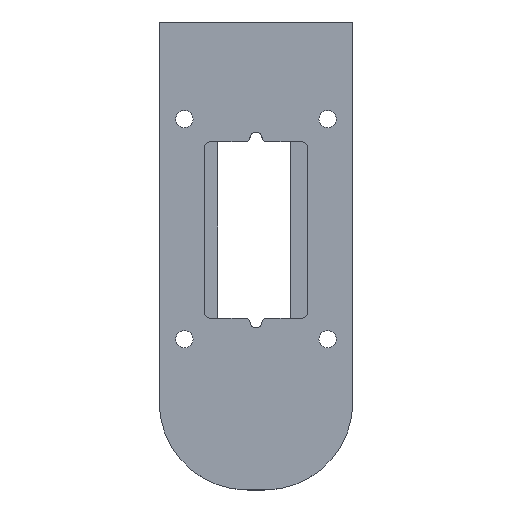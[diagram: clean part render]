
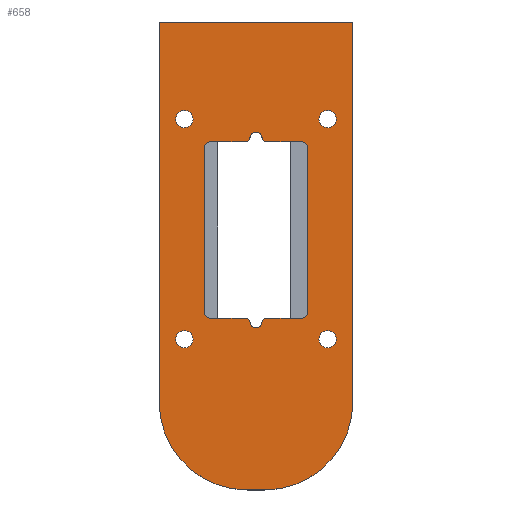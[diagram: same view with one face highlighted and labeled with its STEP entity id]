
A CAD part, top view. The second image highlights one B-rep face of the part: STEP entity #658.
In plain terms, the highlighted planar face has unit normal (0, 0, 1).
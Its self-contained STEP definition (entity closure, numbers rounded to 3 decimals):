
#15=FACE_BOUND('',#83,.T.);
#16=FACE_BOUND('',#84,.T.);
#17=FACE_BOUND('',#85,.T.);
#18=FACE_BOUND('',#86,.T.);
#19=FACE_BOUND('',#87,.T.);
#31=PLANE('',#710);
#50=FACE_OUTER_BOUND('',#82,.T.);
#82=EDGE_LOOP('',(#483,#484,#485,#486,#487,#488));
#83=EDGE_LOOP('',(#489,#490));
#84=EDGE_LOOP('',(#491,#492));
#85=EDGE_LOOP('',(#493,#494));
#86=EDGE_LOOP('',(#495,#496));
#87=EDGE_LOOP('',(#497,#498,#499,#500,#501,#502,#503,#504,#505,#506,#507,
#508,#509,#510,#511,#512));
#121=LINE('',#990,#179);
#124=LINE('',#1002,#182);
#132=LINE('',#1022,#190);
#140=LINE('',#1037,#198);
#146=LINE('',#1050,#204);
#147=LINE('',#1054,#205);
#148=LINE('',#1058,#206);
#149=LINE('',#1062,#207);
#150=LINE('',#1063,#208);
#151=LINE('',#1085,#209);
#179=VECTOR('',#783,10.);
#182=VECTOR('',#794,10.);
#190=VECTOR('',#812,10.);
#198=VECTOR('',#822,10.);
#204=VECTOR('',#830,10.);
#205=VECTOR('',#833,10.);
#206=VECTOR('',#836,10.);
#207=VECTOR('',#839,10.);
#208=VECTOR('',#840,10.);
#209=VECTOR('',#863,10.);
#232=CIRCLE('',#697,2.);
#234=CIRCLE('',#701,2.);
#236=CIRCLE('',#705,2.);
#237=CIRCLE('',#711,25.4);
#238=CIRCLE('',#712,25.4);
#239=CIRCLE('',#713,2.5);
#240=CIRCLE('',#714,2.5);
#241=CIRCLE('',#715,2.5);
#242=CIRCLE('',#716,2.5);
#243=CIRCLE('',#717,2.5);
#244=CIRCLE('',#718,2.5);
#245=CIRCLE('',#719,2.5);
#246=CIRCLE('',#720,2.5);
#247=CIRCLE('',#721,1.5);
#248=CIRCLE('',#722,1.7);
#249=CIRCLE('',#723,1.5);
#250=CIRCLE('',#724,1.5);
#251=CIRCLE('',#725,1.7);
#252=CIRCLE('',#726,1.5);
#253=CIRCLE('',#727,2.);
#273=VERTEX_POINT('',#976);
#274=VERTEX_POINT('',#978);
#278=VERTEX_POINT('',#988);
#281=VERTEX_POINT('',#995);
#282=VERTEX_POINT('',#997);
#283=VERTEX_POINT('',#1001);
#287=VERTEX_POINT('',#1010);
#288=VERTEX_POINT('',#1012);
#290=VERTEX_POINT('',#1021);
#296=VERTEX_POINT('',#1035);
#298=VERTEX_POINT('',#1040);
#302=VERTEX_POINT('',#1048);
#303=VERTEX_POINT('',#1052);
#304=VERTEX_POINT('',#1053);
#305=VERTEX_POINT('',#1055);
#306=VERTEX_POINT('',#1057);
#307=VERTEX_POINT('',#1059);
#308=VERTEX_POINT('',#1061);
#309=VERTEX_POINT('',#1064);
#310=VERTEX_POINT('',#1065);
#311=VERTEX_POINT('',#1068);
#312=VERTEX_POINT('',#1069);
#313=VERTEX_POINT('',#1072);
#314=VERTEX_POINT('',#1073);
#315=VERTEX_POINT('',#1076);
#316=VERTEX_POINT('',#1077);
#317=VERTEX_POINT('',#1080);
#318=VERTEX_POINT('',#1082);
#319=VERTEX_POINT('',#1086);
#320=VERTEX_POINT('',#1088);
#341=EDGE_CURVE('',#273,#274,#232,.T.);
#347=EDGE_CURVE('',#273,#278,#121,.T.);
#350=EDGE_CURVE('',#281,#282,#234,.T.);
#352=EDGE_CURVE('',#283,#282,#124,.T.);
#357=EDGE_CURVE('',#287,#288,#236,.T.);
#362=EDGE_CURVE('',#290,#288,#132,.T.);
#370=EDGE_CURVE('',#281,#296,#140,.T.);
#376=EDGE_CURVE('',#298,#302,#146,.T.);
#377=EDGE_CURVE('',#303,#304,#147,.T.);
#378=EDGE_CURVE('',#305,#304,#237,.T.);
#379=EDGE_CURVE('',#305,#306,#148,.F.);
#380=EDGE_CURVE('',#307,#306,#238,.T.);
#381=EDGE_CURVE('',#307,#308,#149,.T.);
#382=EDGE_CURVE('',#308,#303,#150,.F.);
#383=EDGE_CURVE('',#309,#310,#239,.T.);
#384=EDGE_CURVE('',#310,#309,#240,.T.);
#385=EDGE_CURVE('',#311,#312,#241,.T.);
#386=EDGE_CURVE('',#312,#311,#242,.T.);
#387=EDGE_CURVE('',#313,#314,#243,.T.);
#388=EDGE_CURVE('',#314,#313,#244,.T.);
#389=EDGE_CURVE('',#315,#316,#245,.T.);
#390=EDGE_CURVE('',#316,#315,#246,.T.);
#391=EDGE_CURVE('',#296,#317,#247,.T.);
#392=EDGE_CURVE('',#317,#318,#248,.T.);
#393=EDGE_CURVE('',#318,#290,#249,.T.);
#394=EDGE_CURVE('',#287,#274,#151,.T.);
#395=EDGE_CURVE('',#278,#319,#250,.T.);
#396=EDGE_CURVE('',#319,#320,#251,.T.);
#397=EDGE_CURVE('',#320,#298,#252,.T.);
#398=EDGE_CURVE('',#283,#302,#253,.T.);
#483=ORIENTED_EDGE('',*,*,#377,.T.);
#484=ORIENTED_EDGE('',*,*,#378,.F.);
#485=ORIENTED_EDGE('',*,*,#379,.T.);
#486=ORIENTED_EDGE('',*,*,#380,.F.);
#487=ORIENTED_EDGE('',*,*,#381,.T.);
#488=ORIENTED_EDGE('',*,*,#382,.T.);
#489=ORIENTED_EDGE('',*,*,#383,.T.);
#490=ORIENTED_EDGE('',*,*,#384,.T.);
#491=ORIENTED_EDGE('',*,*,#385,.T.);
#492=ORIENTED_EDGE('',*,*,#386,.T.);
#493=ORIENTED_EDGE('',*,*,#387,.T.);
#494=ORIENTED_EDGE('',*,*,#388,.T.);
#495=ORIENTED_EDGE('',*,*,#389,.T.);
#496=ORIENTED_EDGE('',*,*,#390,.T.);
#497=ORIENTED_EDGE('',*,*,#391,.T.);
#498=ORIENTED_EDGE('',*,*,#392,.T.);
#499=ORIENTED_EDGE('',*,*,#393,.T.);
#500=ORIENTED_EDGE('',*,*,#362,.T.);
#501=ORIENTED_EDGE('',*,*,#357,.F.);
#502=ORIENTED_EDGE('',*,*,#394,.T.);
#503=ORIENTED_EDGE('',*,*,#341,.F.);
#504=ORIENTED_EDGE('',*,*,#347,.T.);
#505=ORIENTED_EDGE('',*,*,#395,.T.);
#506=ORIENTED_EDGE('',*,*,#396,.T.);
#507=ORIENTED_EDGE('',*,*,#397,.T.);
#508=ORIENTED_EDGE('',*,*,#376,.T.);
#509=ORIENTED_EDGE('',*,*,#398,.F.);
#510=ORIENTED_EDGE('',*,*,#352,.T.);
#511=ORIENTED_EDGE('',*,*,#350,.F.);
#512=ORIENTED_EDGE('',*,*,#370,.T.);
#658=ADVANCED_FACE('',(#50,#15,#16,#17,#18,#19),#31,.T.);
#697=AXIS2_PLACEMENT_3D('',#979,#774,#775);
#701=AXIS2_PLACEMENT_3D('',#998,#789,#790);
#705=AXIS2_PLACEMENT_3D('',#1013,#802,#803);
#710=AXIS2_PLACEMENT_3D('',#1051,#831,#832);
#711=AXIS2_PLACEMENT_3D('',#1056,#834,#835);
#712=AXIS2_PLACEMENT_3D('',#1060,#837,#838);
#713=AXIS2_PLACEMENT_3D('',#1066,#841,#842);
#714=AXIS2_PLACEMENT_3D('',#1067,#843,#844);
#715=AXIS2_PLACEMENT_3D('',#1070,#845,#846);
#716=AXIS2_PLACEMENT_3D('',#1071,#847,#848);
#717=AXIS2_PLACEMENT_3D('',#1074,#849,#850);
#718=AXIS2_PLACEMENT_3D('',#1075,#851,#852);
#719=AXIS2_PLACEMENT_3D('',#1078,#853,#854);
#720=AXIS2_PLACEMENT_3D('',#1079,#855,#856);
#721=AXIS2_PLACEMENT_3D('',#1081,#857,#858);
#722=AXIS2_PLACEMENT_3D('',#1083,#859,#860);
#723=AXIS2_PLACEMENT_3D('',#1084,#861,#862);
#724=AXIS2_PLACEMENT_3D('',#1087,#864,#865);
#725=AXIS2_PLACEMENT_3D('',#1089,#866,#867);
#726=AXIS2_PLACEMENT_3D('',#1090,#868,#869);
#727=AXIS2_PLACEMENT_3D('',#1091,#870,#871);
#774=DIRECTION('center_axis',(0.,0.,1.));
#775=DIRECTION('ref_axis',(-0.707,0.707,0.));
#783=DIRECTION('',(1.,0.,0.));
#789=DIRECTION('center_axis',(0.,0.,1.));
#790=DIRECTION('ref_axis',(0.707,-0.707,0.));
#794=DIRECTION('',(0.,-1.,0.));
#802=DIRECTION('center_axis',(0.,0.,1.));
#803=DIRECTION('ref_axis',(-0.707,-0.707,0.));
#812=DIRECTION('',(-1.,0.,0.));
#822=DIRECTION('',(-1.,0.,0.));
#830=DIRECTION('',(1.,0.,0.));
#831=DIRECTION('center_axis',(0.,0.,1.));
#832=DIRECTION('ref_axis',(1.,0.,0.));
#833=DIRECTION('',(0.,-1.,0.));
#834=DIRECTION('center_axis',(0.,0.,-1.));
#835=DIRECTION('ref_axis',(-0.707,-0.707,0.));
#836=DIRECTION('',(-1.,0.,0.));
#837=DIRECTION('center_axis',(0.,0.,-1.));
#838=DIRECTION('ref_axis',(0.707,-0.707,0.));
#839=DIRECTION('',(0.,1.,0.));
#840=DIRECTION('',(1.,0.,0.));
#841=DIRECTION('center_axis',(0.,0.,-1.));
#842=DIRECTION('ref_axis',(1.,0.,0.));
#843=DIRECTION('center_axis',(0.,0.,-1.));
#844=DIRECTION('ref_axis',(1.,0.,0.));
#845=DIRECTION('center_axis',(0.,0.,-1.));
#846=DIRECTION('ref_axis',(1.,0.,0.));
#847=DIRECTION('center_axis',(0.,0.,-1.));
#848=DIRECTION('ref_axis',(1.,0.,0.));
#849=DIRECTION('center_axis',(0.,0.,-1.));
#850=DIRECTION('ref_axis',(1.,0.,0.));
#851=DIRECTION('center_axis',(0.,0.,-1.));
#852=DIRECTION('ref_axis',(1.,0.,0.));
#853=DIRECTION('center_axis',(0.,0.,-1.));
#854=DIRECTION('ref_axis',(1.,0.,0.));
#855=DIRECTION('center_axis',(0.,0.,-1.));
#856=DIRECTION('ref_axis',(1.,0.,0.));
#857=DIRECTION('center_axis',(0.,0.,1.));
#858=DIRECTION('ref_axis',(-0.65,0.76,0.));
#859=DIRECTION('center_axis',(0.,0.,-1.));
#860=DIRECTION('ref_axis',(1.,0.,0.));
#861=DIRECTION('center_axis',(0.,0.,1.));
#862=DIRECTION('ref_axis',(0.65,0.76,0.));
#863=DIRECTION('',(0.,1.,0.));
#864=DIRECTION('center_axis',(0.,0.,1.));
#865=DIRECTION('ref_axis',(0.65,-0.76,0.));
#866=DIRECTION('center_axis',(0.,0.,-1.));
#867=DIRECTION('ref_axis',(1.,0.,0.));
#868=DIRECTION('center_axis',(0.,0.,1.));
#869=DIRECTION('ref_axis',(-0.65,-0.76,0.));
#870=DIRECTION('center_axis',(0.,0.,1.));
#871=DIRECTION('ref_axis',(0.707,0.707,0.));
#976=CARTESIAN_POINT('',(37.,-14.5,6.35));
#978=CARTESIAN_POINT('',(35.,-16.5,6.35));
#979=CARTESIAN_POINT('Origin',(37.,-16.5,6.35));
#988=CARTESIAN_POINT('',(46.839,-14.5,6.35));
#990=CARTESIAN_POINT('',(45.,-14.5,6.35));
#995=CARTESIAN_POINT('',(63.,-65.5,6.35));
#997=CARTESIAN_POINT('',(65.,-63.5,6.35));
#998=CARTESIAN_POINT('Origin',(63.,-63.5,6.35));
#1001=CARTESIAN_POINT('',(65.,-16.5,6.35));
#1002=CARTESIAN_POINT('',(65.,-74.5,6.35));
#1010=CARTESIAN_POINT('',(35.,-63.5,6.35));
#1012=CARTESIAN_POINT('',(37.,-65.5,6.35));
#1013=CARTESIAN_POINT('Origin',(37.,-63.5,6.35));
#1021=CARTESIAN_POINT('',(46.839,-65.5,6.35));
#1022=CARTESIAN_POINT('',(55.,-65.5,6.35));
#1035=CARTESIAN_POINT('',(53.161,-65.5,6.35));
#1037=CARTESIAN_POINT('',(55.,-65.5,6.35));
#1040=CARTESIAN_POINT('',(53.161,-14.5,6.35));
#1048=CARTESIAN_POINT('',(63.,-14.5,6.35));
#1050=CARTESIAN_POINT('',(45.,-14.5,6.35));
#1051=CARTESIAN_POINT('Origin',(50.,-137.5,6.35));
#1052=CARTESIAN_POINT('',(22.06,20.,6.35));
#1053=CARTESIAN_POINT('',(22.06,-89.6,6.35));
#1054=CARTESIAN_POINT('',(22.06,0.,6.35));
#1055=CARTESIAN_POINT('',(47.46,-115.,6.35));
#1056=CARTESIAN_POINT('Origin',(47.46,-89.6,6.35));
#1057=CARTESIAN_POINT('',(52.54,-115.,6.35));
#1058=CARTESIAN_POINT('',(36.03,-115.,6.35));
#1059=CARTESIAN_POINT('',(77.94,-89.6,6.35));
#1060=CARTESIAN_POINT('Origin',(52.54,-89.6,6.35));
#1061=CARTESIAN_POINT('',(77.94,20.,6.35));
#1062=CARTESIAN_POINT('',(77.94,0.,6.35));
#1063=CARTESIAN_POINT('',(63.97,20.,6.35));
#1064=CARTESIAN_POINT('',(70.638,-69.,6.35));
#1065=CARTESIAN_POINT('',(68.138,-71.5,6.35));
#1066=CARTESIAN_POINT('Origin',(70.638,-71.5,6.35));
#1067=CARTESIAN_POINT('Origin',(70.638,-71.5,6.35));
#1068=CARTESIAN_POINT('',(31.863,-71.5,6.35));
#1069=CARTESIAN_POINT('',(26.863,-71.5,6.35));
#1070=CARTESIAN_POINT('Origin',(29.363,-71.5,6.35));
#1071=CARTESIAN_POINT('Origin',(29.363,-71.5,6.35));
#1072=CARTESIAN_POINT('',(31.863,-8.,6.35));
#1073=CARTESIAN_POINT('',(26.863,-8.,6.35));
#1074=CARTESIAN_POINT('Origin',(29.363,-8.,6.35));
#1075=CARTESIAN_POINT('Origin',(29.363,-8.,6.35));
#1076=CARTESIAN_POINT('',(70.638,-10.5,6.35));
#1077=CARTESIAN_POINT('',(68.138,-8.,6.35));
#1078=CARTESIAN_POINT('Origin',(70.638,-8.,6.35));
#1079=CARTESIAN_POINT('Origin',(70.638,-8.,6.35));
#1080=CARTESIAN_POINT('',(51.679,-66.766,6.35));
#1081=CARTESIAN_POINT('Origin',(53.161,-67.,6.35));
#1082=CARTESIAN_POINT('',(48.321,-66.766,6.35));
#1083=CARTESIAN_POINT('Origin',(50.,-66.5,6.35));
#1084=CARTESIAN_POINT('Origin',(46.839,-67.,6.35));
#1085=CARTESIAN_POINT('',(35.,-103.,6.35));
#1086=CARTESIAN_POINT('',(48.321,-13.234,6.35));
#1087=CARTESIAN_POINT('Origin',(46.839,-13.,6.35));
#1088=CARTESIAN_POINT('',(51.679,-13.234,6.35));
#1089=CARTESIAN_POINT('Origin',(50.,-13.5,6.35));
#1090=CARTESIAN_POINT('Origin',(53.161,-13.,6.35));
#1091=CARTESIAN_POINT('Origin',(63.,-16.5,6.35));
